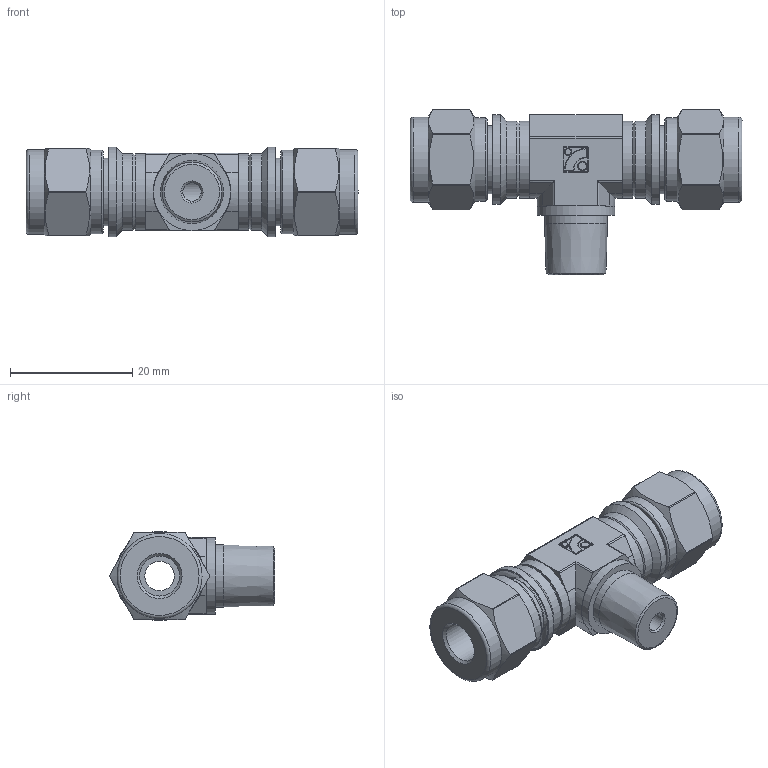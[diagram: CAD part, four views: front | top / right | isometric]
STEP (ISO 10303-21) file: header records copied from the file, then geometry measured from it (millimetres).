
FILE_DESCRIPTION(/* description */ (''),/* implementation_level */ '2;1');
FILE_NAME(/* name */ 'SMBTI-4-2N.stp',/* time_stamp */ '2022-05-10T14:52:21+09:00',/* author */ ('user'),/* organization */ (''),/* preprocessor_version */ 'ST-DEVELOPER v18.1',/* originating_system */ 'Autodesk Inventor 2022',/* authorisation */ '');
FILE_SCHEMA (('AUTOMOTIVE_DESIGN { 1 0 10303 214 3 1 1 }'));
Length unit declared in the file: millimetre
Products named in the file (1): SMBT-4-2N
Bounding box: 54.28 x 27 x 14.6 mm (x, y, z)
Volume: 7515.5 mm3; surface area: 5216.4 mm2
Topology: 1 solids, 1 shells, 171 faces, 393 edges, 233 vertices
Faces by surface type: cylinder 73, plane 51, torus 20, cone 19, sphere 8
Full cylindrical faces by diameter (mm): 1.08 x1, 1.44 x1, 3 x1, 4.826 x1, 6.55 x2, 9.4 x2, 10.1 x2, 10.28 x1, 11.113 x2, 12.6 x5, 13.6 x2, 13.9 x2, 14.6 x2
Entity records: 4823 total; most frequent: DIRECTION 900, CARTESIAN_POINT 873, ORIENTED_EDGE 770, EDGE_CURVE 385, AXIS2_PLACEMENT_3D 370, VERTEX_POINT 233, CIRCLE 192, EDGE_LOOP 192
